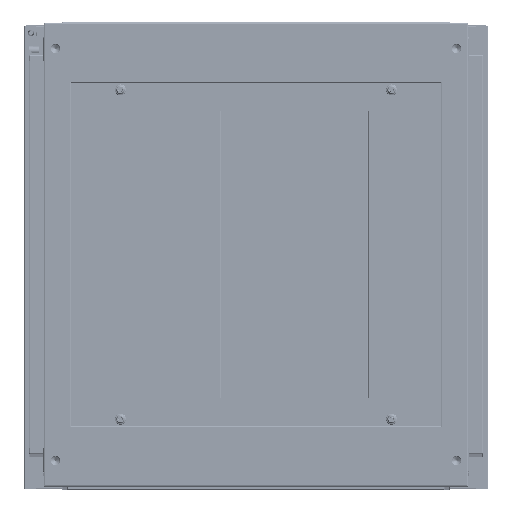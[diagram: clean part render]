
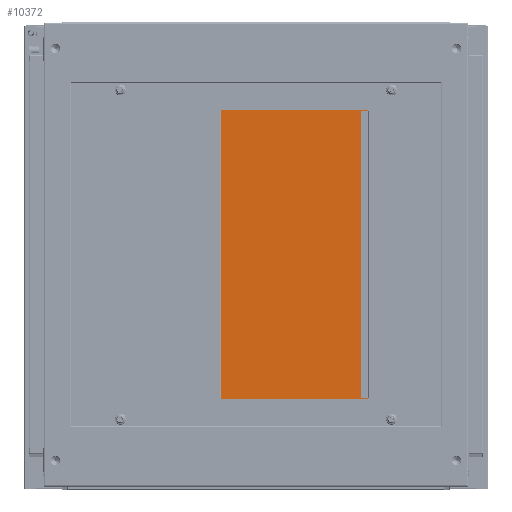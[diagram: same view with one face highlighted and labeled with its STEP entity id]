
A CAD part, top view. The second image highlights one B-rep face of the part: STEP entity #10372.
In plain terms, the highlighted face is planar.
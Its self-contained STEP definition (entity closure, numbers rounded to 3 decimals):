
#10372 = ADVANCED_FACE ( 'NONE', ( #85116 ), #58328, .T. ) ;
#28577 = CARTESIAN_POINT ( 'NONE',  ( -200., -99., 1.5 ) ) ;
#28581 = CARTESIAN_POINT ( 'NONE',  ( -185., -99., 1.5 ) ) ;
#28893 = CARTESIAN_POINT ( 'NONE',  ( -185., -97.99, 1.5 ) ) ;
#28895 = CARTESIAN_POINT ( 'NONE',  ( 185., -97.99, 1.5 ) ) ;
#54395 = CARTESIAN_POINT ( 'NONE',  ( 185., -99., 1.5 ) ) ;
#54396 = CARTESIAN_POINT ( 'NONE',  ( 200., -99., 1.5 ) ) ;
#54397 = CARTESIAN_POINT ( 'NONE',  ( 200., 99., 1.5 ) ) ;
#54398 = CARTESIAN_POINT ( 'NONE',  ( -200., 99., 1.5 ) ) ;
#58314 = CARTESIAN_POINT ( 'NONE',  ( -200., -99., 1.5 ) ) ;
#58328 = PLANE ( 'NONE',  #90407 ) ;
#58332 = DIRECTION ( 'NONE',  ( 0., 0., 1. ) ) ;
#58333 = DIRECTION ( 'NONE',  ( 1., 0., 0. ) ) ;
#85116 = FACE_OUTER_BOUND ( 'NONE', #93502, .T. ) ;
#90407 = AXIS2_PLACEMENT_3D ( 'NONE', #58314, #58332, #58333 ) ;
#93502 = EDGE_LOOP ( 'NONE', ( #104101, #104102, #104103, #104104, #104105, #104106, #104107, #104108 ) ) ;
#104101 = ORIENTED_EDGE ( 'NONE', *, *, #104703, .F. ) ;
#104102 = ORIENTED_EDGE ( 'NONE', *, *, #104701, .T. ) ;
#104103 = ORIENTED_EDGE ( 'NONE', *, *, #104699, .T. ) ;
#104104 = ORIENTED_EDGE ( 'NONE', *, *, #104705, .T. ) ;
#104105 = ORIENTED_EDGE ( 'NONE', *, *, #104692, .T. ) ;
#104106 = ORIENTED_EDGE ( 'NONE', *, *, #104697, .T. ) ;
#104107 = ORIENTED_EDGE ( 'NONE', *, *, #104707, .T. ) ;
#104108 = ORIENTED_EDGE ( 'NONE', *, *, #104710, .F. ) ;
#104692 = EDGE_CURVE ( 'NONE', #107940, #107941, #129612, .T. ) ;
#104697 = EDGE_CURVE ( 'NONE', #107941, #107994, #129630, .T. ) ;
#104699 = EDGE_CURVE ( 'NONE', #107938, #107939, #129627, .T. ) ;
#104701 = EDGE_CURVE ( 'NONE', #108180, #107938, #129635, .T. ) ;
#104703 = EDGE_CURVE ( 'NONE', #108180, #108178, #129632, .T. ) ;
#104705 = EDGE_CURVE ( 'NONE', #107939, #107940, #129640, .T. ) ;
#104707 = EDGE_CURVE ( 'NONE', #107994, #107996, #129646, .T. ) ;
#104710 = EDGE_CURVE ( 'NONE', #108178, #107996, #129655, .T. ) ;
#107938 = VERTEX_POINT ( 'NONE', #54395 ) ;
#107939 = VERTEX_POINT ( 'NONE', #54396 ) ;
#107940 = VERTEX_POINT ( 'NONE', #54397 ) ;
#107941 = VERTEX_POINT ( 'NONE', #54398 ) ;
#107994 = VERTEX_POINT ( 'NONE', #28577 ) ;
#107996 = VERTEX_POINT ( 'NONE', #28581 ) ;
#108178 = VERTEX_POINT ( 'NONE', #28893 ) ;
#108180 = VERTEX_POINT ( 'NONE', #28895 ) ;
#127833 = CARTESIAN_POINT ( 'NONE',  ( -200., 99., 1.5 ) ) ;
#127837 = CARTESIAN_POINT ( 'NONE',  ( -200., -99., 1.5 ) ) ;
#127842 = DIRECTION ( 'NONE',  ( -1., 0., 0. ) ) ;
#127844 = CARTESIAN_POINT ( 'NONE',  ( -200., 99., 1.5 ) ) ;
#127845 = DIRECTION ( 'NONE',  ( 0., -1., 0. ) ) ;
#127846 = DIRECTION ( 'NONE',  ( 1., 0., 0. ) ) ;
#127847 = CARTESIAN_POINT ( 'NONE',  ( 185., -98., 1.5 ) ) ;
#127848 = DIRECTION ( 'NONE',  ( 0., -1., 0. ) ) ;
#127849 = CARTESIAN_POINT ( 'NONE',  ( 185., -97.99, 1.5 ) ) ;
#127850 = DIRECTION ( 'NONE',  ( -1., 0., 0. ) ) ;
#127851 = CARTESIAN_POINT ( 'NONE',  ( 200., 99., 1.5 ) ) ;
#127852 = DIRECTION ( 'NONE',  ( 0., 1., 0. ) ) ;
#127853 = CARTESIAN_POINT ( 'NONE',  ( -200., -99., 1.5 ) ) ;
#127855 = DIRECTION ( 'NONE',  ( 1., 0., 0. ) ) ;
#127857 = CARTESIAN_POINT ( 'NONE',  ( -185., -98., 1.5 ) ) ;
#127858 = DIRECTION ( 'NONE',  ( 0., -1., 0. ) ) ;
#129612 = LINE ( 'NONE', #127833, #129614 ) ;
#129614 = VECTOR ( 'NONE', #127842, 1000. ) ;
#129623 = VECTOR ( 'NONE', #127845, 1000. ) ;
#129627 = LINE ( 'NONE', #127837, #129638 ) ;
#129630 = LINE ( 'NONE', #127844, #129623 ) ;
#129632 = LINE ( 'NONE', #127849, #129648 ) ;
#129635 = LINE ( 'NONE', #127847, #129643 ) ;
#129638 = VECTOR ( 'NONE', #127846, 1000. ) ;
#129640 = LINE ( 'NONE', #127851, #129652 ) ;
#129643 = VECTOR ( 'NONE', #127848, 1000. ) ;
#129646 = LINE ( 'NONE', #127853, #129658 ) ;
#129648 = VECTOR ( 'NONE', #127850, 1000. ) ;
#129651 = VECTOR ( 'NONE', #127858, 1000. ) ;
#129652 = VECTOR ( 'NONE', #127852, 1000. ) ;
#129655 = LINE ( 'NONE', #127857, #129651 ) ;
#129658 = VECTOR ( 'NONE', #127855, 1000. ) ;
